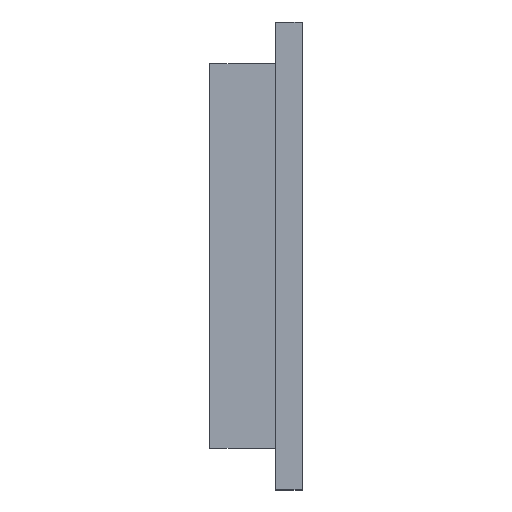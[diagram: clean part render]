
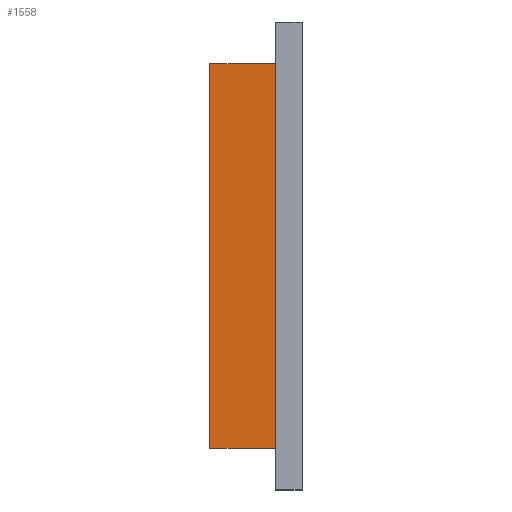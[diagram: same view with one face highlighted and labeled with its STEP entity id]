
A CAD part, left-side view. The second image highlights one B-rep face of the part: STEP entity #1558.
In plain terms, the highlighted planar face has unit normal (-1, 0, 0).
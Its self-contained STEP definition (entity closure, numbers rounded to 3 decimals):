
#40 = EDGE_CURVE ( 'NONE', #3467, #2173, #4761, .T. ) ;
#89 = PLANE ( 'NONE',  #5632 ) ;
#339 = LINE ( 'NONE', #2092, #1040 ) ;
#413 = VECTOR ( 'NONE', #786, 1000. ) ;
#419 = DIRECTION ( 'NONE',  ( 1., 0., 0. ) ) ;
#607 = DIRECTION ( 'NONE',  ( 0., 0., 1. ) ) ;
#786 = DIRECTION ( 'NONE',  ( 0., -1., 0. ) ) ;
#789 = CARTESIAN_POINT ( 'NONE',  ( 5., 11., 0. ) ) ;
#865 = CARTESIAN_POINT ( 'NONE',  ( 5., 11., 0. ) ) ;
#1040 = VECTOR ( 'NONE', #3846, 1000. ) ;
#1110 = EDGE_CURVE ( 'NONE', #3467, #5598, #339, .T. ) ;
#1324 = DIRECTION ( 'NONE',  ( 0., 0., -1. ) ) ;
#1360 = ORIENTED_EDGE ( 'NONE', *, *, #1453, .F. ) ;
#1403 = VECTOR ( 'NONE', #4670, 1000. ) ;
#1453 = EDGE_CURVE ( 'NONE', #2173, #1462, #4727, .T. ) ;
#1462 = VERTEX_POINT ( 'NONE', #5592 ) ;
#1558 = ADVANCED_FACE ( 'NONE', ( #4810 ), #89, .F. ) ;
#1676 = CARTESIAN_POINT ( 'NONE',  ( 5., 3.175, 5. ) ) ;
#1988 = EDGE_CURVE ( 'NONE', #5598, #1462, #4944, .T. ) ;
#2092 = CARTESIAN_POINT ( 'NONE',  ( 5., 11., 5. ) ) ;
#2111 = CARTESIAN_POINT ( 'NONE',  ( 5., 11., 50.72 ) ) ;
#2173 = VERTEX_POINT ( 'NONE', #4394 ) ;
#2655 = CARTESIAN_POINT ( 'NONE',  ( 5., 11., 5. ) ) ;
#2846 = VECTOR ( 'NONE', #607, 1000. ) ;
#2923 = ORIENTED_EDGE ( 'NONE', *, *, #1988, .T. ) ;
#3467 = VERTEX_POINT ( 'NONE', #2655 ) ;
#3846 = DIRECTION ( 'NONE',  ( 0., -1., 0. ) ) ;
#4394 = CARTESIAN_POINT ( 'NONE',  ( 5., 11., 50.72 ) ) ;
#4550 = ORIENTED_EDGE ( 'NONE', *, *, #1110, .T. ) ;
#4670 = DIRECTION ( 'NONE',  ( 0., 0., 1. ) ) ;
#4727 = LINE ( 'NONE', #2111, #413 ) ;
#4761 = LINE ( 'NONE', #789, #1403 ) ;
#4810 = FACE_OUTER_BOUND ( 'NONE', #5665, .T. ) ;
#4944 = LINE ( 'NONE', #5327, #2846 ) ;
#5327 = CARTESIAN_POINT ( 'NONE',  ( 5., 3.175, 0. ) ) ;
#5572 = ORIENTED_EDGE ( 'NONE', *, *, #40, .F. ) ;
#5592 = CARTESIAN_POINT ( 'NONE',  ( 5., 3.175, 50.72 ) ) ;
#5598 = VERTEX_POINT ( 'NONE', #1676 ) ;
#5632 = AXIS2_PLACEMENT_3D ( 'NONE', #865, #419, #1324 ) ;
#5665 = EDGE_LOOP ( 'NONE', ( #2923, #1360, #5572, #4550 ) ) ;
